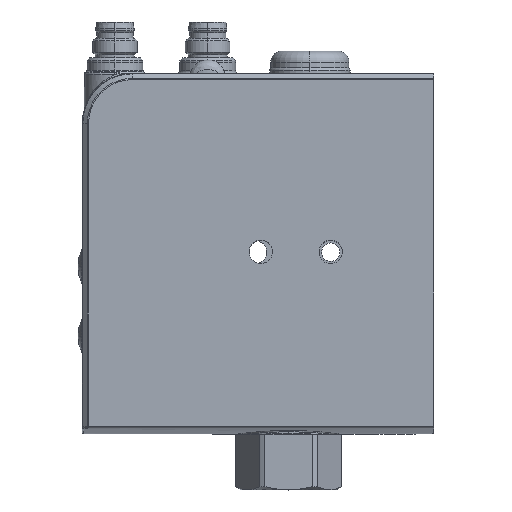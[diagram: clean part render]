
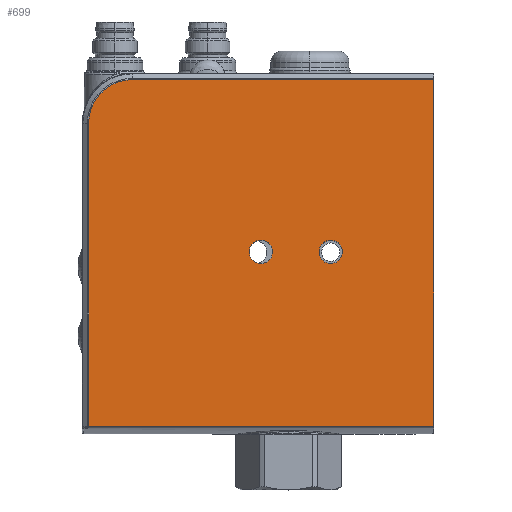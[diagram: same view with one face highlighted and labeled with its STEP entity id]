
A CAD part, top view. The second image highlights one B-rep face of the part: STEP entity #699.
In plain terms, the highlighted planar face has unit normal (0, 0, 1).
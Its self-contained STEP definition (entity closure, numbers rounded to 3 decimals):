
#699=ADVANCED_FACE('',(#1751,#1752,#1753),#1754,.F.);
#1751=FACE_BOUND('',#3323,.T.);
#1752=FACE_BOUND('',#3324,.T.);
#1753=FACE_OUTER_BOUND('',#3325,.T.);
#1754=PLANE('',#3326);
#3323=EDGE_LOOP('',(#7301,#7302));
#3324=EDGE_LOOP('',(#7303,#7304));
#3325=EDGE_LOOP('',(#7305,#7306,#7307,#7308,#7309));
#3326=AXIS2_PLACEMENT_3D('',#7310,#7311,#7312);
#7301=ORIENTED_EDGE('',*,*,#10545,.F.);
#7302=ORIENTED_EDGE('',*,*,#10313,.F.);
#7303=ORIENTED_EDGE('',*,*,#10546,.F.);
#7304=ORIENTED_EDGE('',*,*,#10318,.F.);
#7305=ORIENTED_EDGE('',*,*,#10423,.T.);
#7306=ORIENTED_EDGE('',*,*,#10547,.T.);
#7307=ORIENTED_EDGE('',*,*,#10548,.T.);
#7308=ORIENTED_EDGE('',*,*,#10549,.T.);
#7309=ORIENTED_EDGE('',*,*,#10550,.T.);
#7310=CARTESIAN_POINT('',(0.0,64.6,12.5));
#7311=DIRECTION('',(0.0,0.0,-1.0));
#7312=DIRECTION('',(-1.0,0.0,0.0));
#10313=EDGE_CURVE('',#11898,#11900,#11901,.T.);
#10318=EDGE_CURVE('',#11906,#11908,#11909,.T.);
#10423=EDGE_CURVE('',#12073,#12071,#12074,.T.);
#10545=EDGE_CURVE('',#11900,#11898,#12286,.T.);
#10546=EDGE_CURVE('',#11908,#11906,#12287,.T.);
#10547=EDGE_CURVE('',#12071,#12288,#12289,.T.);
#10548=EDGE_CURVE('',#12288,#12290,#12291,.T.);
#10549=EDGE_CURVE('',#12290,#12292,#12293,.T.);
#10550=EDGE_CURVE('',#12292,#12073,#12294,.T.);
#11898=VERTEX_POINT('',#14216);
#11900=VERTEX_POINT('',#14219);
#11901=CIRCLE('',#14220,2.1);
#11906=VERTEX_POINT('',#14226);
#11908=VERTEX_POINT('',#14229);
#11909=CIRCLE('',#14230,2.1);
#12071=VERTEX_POINT('',#14476);
#12073=VERTEX_POINT('',#14478);
#12074=LINE('',#14479,#14480);
#12286=CIRCLE('',#15140,2.1);
#12287=CIRCLE('',#15141,2.1);
#12288=VERTEX_POINT('',#15142);
#12289=LINE('',#15143,#15144);
#12290=VERTEX_POINT('',#15145);
#12291=CIRCLE('',#15146,7.876);
#12292=VERTEX_POINT('',#15147);
#12293=LINE('',#15148,#15149);
#12294=LINE('',#15150,#15151);
#14216=CARTESIAN_POINT('',(42.41,32.6,12.5));
#14219=CARTESIAN_POINT('',(46.61,32.6,12.5));
#14220=AXIS2_PLACEMENT_3D('',#17926,#17927,#17928);
#14226=CARTESIAN_POINT('',(29.91,32.6,12.5));
#14229=CARTESIAN_POINT('',(34.11,32.6,12.5));
#14230=AXIS2_PLACEMENT_3D('',#17934,#17935,#17936);
#14476=CARTESIAN_POINT('',(62.96,63.476,12.5));
#14478=CARTESIAN_POINT('',(62.96,1.376,12.5));
#14479=CARTESIAN_POINT('',(62.96,0.0,12.5));
#14480=VECTOR('',#18098,1000.0);
#15140=AXIS2_PLACEMENT_3D('',#18256,#18257,#18258);
#15141=AXIS2_PLACEMENT_3D('',#18259,#18260,#18261);
#15142=CARTESIAN_POINT('',(9.0,63.476,12.5));
#15143=CARTESIAN_POINT('',(9.0,63.476,12.5));
#15144=VECTOR('',#18262,1000.0);
#15145=CARTESIAN_POINT('',(1.124,55.6,12.5));
#15146=AXIS2_PLACEMENT_3D('',#18263,#18264,#18265);
#15147=CARTESIAN_POINT('',(1.124,1.376,12.5));
#15148=CARTESIAN_POINT('',(1.124,1.125,12.5));
#15149=VECTOR('',#18266,1000.0);
#15150=CARTESIAN_POINT('',(62.96,1.376,12.5));
#15151=VECTOR('',#18267,1000.0);
#17926=CARTESIAN_POINT('',(44.51,32.6,12.5));
#17927=DIRECTION('',(0.0,0.0,1.0));
#17928=DIRECTION('',(1.0,0.0,0.0));
#17934=CARTESIAN_POINT('',(32.01,32.6,12.5));
#17935=DIRECTION('',(0.0,0.0,1.0));
#17936=DIRECTION('',(1.0,0.0,0.0));
#18098=DIRECTION('',(0.0,1.0,0.0));
#18256=CARTESIAN_POINT('',(44.51,32.6,12.5));
#18257=DIRECTION('',(0.0,0.0,1.0));
#18258=DIRECTION('',(1.0,0.0,0.0));
#18259=CARTESIAN_POINT('',(32.01,32.6,12.5));
#18260=DIRECTION('',(0.0,0.0,1.0));
#18261=DIRECTION('',(1.0,0.0,0.0));
#18262=DIRECTION('',(-1.0,-0.0,-0.0));
#18263=CARTESIAN_POINT('',(9.0,55.6,12.5));
#18264=DIRECTION('',(0.0,0.0,1.0));
#18265=DIRECTION('',(-1.0,0.0,0.0));
#18266=DIRECTION('',(-0.0,-1.0,-0.0));
#18267=DIRECTION('',(1.0,0.0,0.0));
